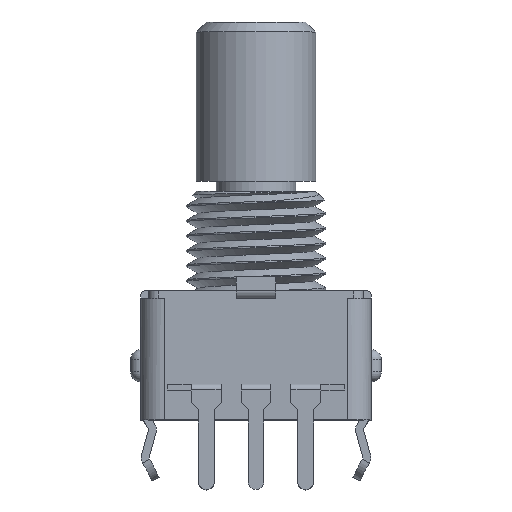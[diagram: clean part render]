
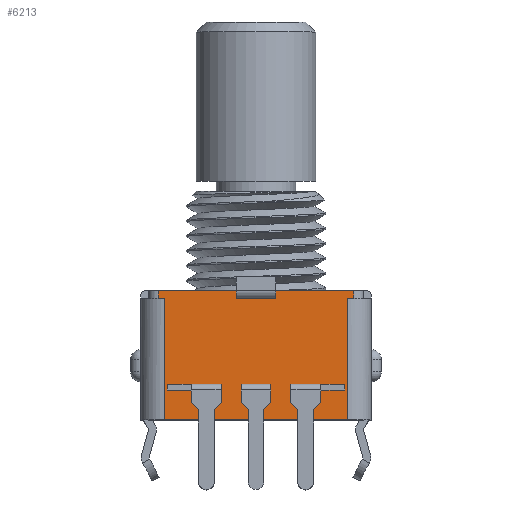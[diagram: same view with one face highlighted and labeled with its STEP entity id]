
A CAD part, top view. The second image highlights one B-rep face of the part: STEP entity #6213.
In plain terms, the highlighted planar face has unit normal (0, 0, 1).
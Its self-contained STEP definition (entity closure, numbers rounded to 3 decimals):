
#1499 = VERTEX_POINT('',#1500);
#1500 = CARTESIAN_POINT('',(-55.064,52.41,
    -4.204));
#1507 = EDGE_CURVE('',#1508,#1499,#1510,.T.);
#1508 = VERTEX_POINT('',#1509);
#1509 = CARTESIAN_POINT('',(-64.264,52.41,
    -4.204));
#1510 = LINE('',#1511,#1512);
#1511 = CARTESIAN_POINT('',(-65.464,52.41,
    -4.204));
#1512 = VECTOR('',#1513,1.);
#1513 = DIRECTION('',(1.,0.,0.));
#3039 = VERTEX_POINT('',#3040);
#3040 = CARTESIAN_POINT('',(-64.564,58.91,
    -4.204));
#3047 = EDGE_CURVE('',#3039,#3048,#3050,.T.);
#3048 = VERTEX_POINT('',#3049);
#3049 = CARTESIAN_POINT('',(-60.664,58.91,
    -4.204));
#3050 = LINE('',#3051,#3052);
#3051 = CARTESIAN_POINT('',(-65.064,58.91,
    -4.204));
#3052 = VECTOR('',#3053,1.);
#3053 = DIRECTION('',(1.,0.,0.));
#3056 = VERTEX_POINT('',#3057);
#3057 = CARTESIAN_POINT('',(-58.664,58.91,
    -4.204));
#3063 = EDGE_CURVE('',#3056,#3064,#3066,.T.);
#3064 = VERTEX_POINT('',#3065);
#3065 = CARTESIAN_POINT('',(-54.764,58.91,
    -4.204));
#3066 = LINE('',#3067,#3068);
#3067 = CARTESIAN_POINT('',(-65.064,58.91,
    -4.204));
#3068 = VECTOR('',#3069,1.);
#3069 = DIRECTION('',(1.,0.,0.));
#3327 = VERTEX_POINT('',#3328);
#3328 = CARTESIAN_POINT('',(-64.564,58.51,
    -4.204));
#3335 = EDGE_CURVE('',#3039,#3327,#3336,.T.);
#3336 = LINE('',#3337,#3338);
#3337 = CARTESIAN_POINT('',(-64.564,58.91,
    -4.204));
#3338 = VECTOR('',#3339,1.);
#3339 = DIRECTION('',(0.,-1.,0.));
#3381 = EDGE_CURVE('',#3382,#3064,#3384,.T.);
#3382 = VERTEX_POINT('',#3383);
#3383 = CARTESIAN_POINT('',(-54.764,58.51,
    -4.204));
#3384 = LINE('',#3385,#3386);
#3385 = CARTESIAN_POINT('',(-54.764,58.91,
    -4.204));
#3386 = VECTOR('',#3387,1.);
#3387 = DIRECTION('',(0.,1.,0.));
#3483 = EDGE_CURVE('',#3327,#3484,#3486,.T.);
#3484 = VERTEX_POINT('',#3485);
#3485 = CARTESIAN_POINT('',(-64.264,58.51,
    -4.204));
#3486 = LINE('',#3487,#3488);
#3487 = CARTESIAN_POINT('',(-65.064,58.51,
    -4.204));
#3488 = VECTOR('',#3489,1.);
#3489 = DIRECTION('',(1.,0.,0.));
#3507 = EDGE_CURVE('',#3048,#3508,#3510,.T.);
#3508 = VERTEX_POINT('',#3509);
#3509 = CARTESIAN_POINT('',(-60.664,58.51,
    -4.204));
#3510 = LINE('',#3511,#3512);
#3511 = CARTESIAN_POINT('',(-60.664,58.51,
    -4.204));
#3512 = VECTOR('',#3513,1.);
#3513 = DIRECTION('',(-0.,-1.,-0.));
#3558 = VERTEX_POINT('',#3559);
#3559 = CARTESIAN_POINT('',(-58.664,58.51,
    -4.204));
#3566 = EDGE_CURVE('',#3558,#3056,#3567,.T.);
#3567 = LINE('',#3568,#3569);
#3568 = CARTESIAN_POINT('',(-58.664,58.51,
    -4.204));
#3569 = VECTOR('',#3570,1.);
#3570 = DIRECTION('',(0.,1.,0.));
#3605 = VERTEX_POINT('',#3606);
#3606 = CARTESIAN_POINT('',(-55.064,58.51,
    -4.204));
#3613 = EDGE_CURVE('',#3605,#3382,#3614,.T.);
#3614 = LINE('',#3615,#3616);
#3615 = CARTESIAN_POINT('',(-65.064,58.51,
    -4.204));
#3616 = VECTOR('',#3617,1.);
#3617 = DIRECTION('',(1.,0.,0.));
#3629 = EDGE_CURVE('',#3558,#3508,#3630,.T.);
#3630 = LINE('',#3631,#3632);
#3631 = CARTESIAN_POINT('',(-59.664,58.51,
    -4.204));
#3632 = VECTOR('',#3633,1.);
#3633 = DIRECTION('',(-1.,-0.,-0.));
#6213 = ADVANCED_FACE('',(#6214,#6238,#6288,#6322),#6356,.T.);
#6214 = FACE_BOUND('',#6215,.T.);
#6215 = EDGE_LOOP('',(#6216,#6217,#6218,#6219,#6220,#6226,#6227,#6233,
    #6234,#6235,#6236,#6237));
#6216 = ORIENTED_EDGE('',*,*,#3507,.F.);
#6217 = ORIENTED_EDGE('',*,*,#3047,.F.);
#6218 = ORIENTED_EDGE('',*,*,#3335,.T.);
#6219 = ORIENTED_EDGE('',*,*,#3483,.T.);
#6220 = ORIENTED_EDGE('',*,*,#6221,.T.);
#6221 = EDGE_CURVE('',#3484,#1508,#6222,.T.);
#6222 = LINE('',#6223,#6224);
#6223 = CARTESIAN_POINT('',(-64.264,58.51,
    -4.204));
#6224 = VECTOR('',#6225,1.);
#6225 = DIRECTION('',(-0.,-1.,-0.));
#6226 = ORIENTED_EDGE('',*,*,#1507,.T.);
#6227 = ORIENTED_EDGE('',*,*,#6228,.T.);
#6228 = EDGE_CURVE('',#1499,#3605,#6229,.T.);
#6229 = LINE('',#6230,#6231);
#6230 = CARTESIAN_POINT('',(-55.064,55.31,
    -4.204));
#6231 = VECTOR('',#6232,1.);
#6232 = DIRECTION('',(0.,1.,0.));
#6233 = ORIENTED_EDGE('',*,*,#3613,.T.);
#6234 = ORIENTED_EDGE('',*,*,#3381,.T.);
#6235 = ORIENTED_EDGE('',*,*,#3063,.F.);
#6236 = ORIENTED_EDGE('',*,*,#3566,.F.);
#6237 = ORIENTED_EDGE('',*,*,#3629,.T.);
#6238 = FACE_BOUND('',#6239,.T.);
#6239 = EDGE_LOOP('',(#6240,#6250,#6258,#6266,#6274,#6282));
#6240 = ORIENTED_EDGE('',*,*,#6241,.T.);
#6241 = EDGE_CURVE('',#6242,#6244,#6246,.T.);
#6242 = VERTEX_POINT('',#6243);
#6243 = CARTESIAN_POINT('',(-55.214,53.91,
    -4.204));
#6244 = VERTEX_POINT('',#6245);
#6245 = CARTESIAN_POINT('',(-56.414,53.91,
    -4.204));
#6246 = LINE('',#6247,#6248);
#6247 = CARTESIAN_POINT('',(-57.914,53.91,
    -4.204));
#6248 = VECTOR('',#6249,1.);
#6249 = DIRECTION('',(-1.,-0.,-0.));
#6250 = ORIENTED_EDGE('',*,*,#6251,.F.);
#6251 = EDGE_CURVE('',#6252,#6244,#6254,.T.);
#6252 = VERTEX_POINT('',#6253);
#6253 = CARTESIAN_POINT('',(-56.414,53.888,
    -4.204));
#6254 = LINE('',#6255,#6256);
#6255 = CARTESIAN_POINT('',(-56.414,54.21,
    -4.204));
#6256 = VECTOR('',#6257,1.);
#6257 = DIRECTION('',(0.,1.,0.));
#6258 = ORIENTED_EDGE('',*,*,#6259,.F.);
#6259 = EDGE_CURVE('',#6260,#6252,#6262,.T.);
#6260 = VERTEX_POINT('',#6261);
#6261 = CARTESIAN_POINT('',(-57.914,53.888,
    -4.204));
#6262 = LINE('',#6263,#6264);
#6263 = CARTESIAN_POINT('',(-57.914,53.888,
    -4.204));
#6264 = VECTOR('',#6265,1.);
#6265 = DIRECTION('',(1.,0.,0.));
#6266 = ORIENTED_EDGE('',*,*,#6267,.F.);
#6267 = EDGE_CURVE('',#6268,#6260,#6270,.T.);
#6268 = VERTEX_POINT('',#6269);
#6269 = CARTESIAN_POINT('',(-57.914,54.21,
    -4.204));
#6270 = LINE('',#6271,#6272);
#6271 = CARTESIAN_POINT('',(-57.914,54.21,
    -4.204));
#6272 = VECTOR('',#6273,1.);
#6273 = DIRECTION('',(0.,-1.,0.));
#6274 = ORIENTED_EDGE('',*,*,#6275,.F.);
#6275 = EDGE_CURVE('',#6276,#6268,#6278,.T.);
#6276 = VERTEX_POINT('',#6277);
#6277 = CARTESIAN_POINT('',(-55.214,54.21,
    -4.204));
#6278 = LINE('',#6279,#6280);
#6279 = CARTESIAN_POINT('',(-57.914,54.21,
    -4.204));
#6280 = VECTOR('',#6281,1.);
#6281 = DIRECTION('',(-1.,0.,-0.));
#6282 = ORIENTED_EDGE('',*,*,#6283,.F.);
#6283 = EDGE_CURVE('',#6242,#6276,#6284,.T.);
#6284 = LINE('',#6285,#6286);
#6285 = CARTESIAN_POINT('',(-55.214,53.91,
    -4.204));
#6286 = VECTOR('',#6287,1.);
#6287 = DIRECTION('',(0.,1.,0.));
#6288 = FACE_BOUND('',#6289,.T.);
#6289 = EDGE_LOOP('',(#6290,#6300,#6308,#6316));
#6290 = ORIENTED_EDGE('',*,*,#6291,.F.);
#6291 = EDGE_CURVE('',#6292,#6294,#6296,.T.);
#6292 = VERTEX_POINT('',#6293);
#6293 = CARTESIAN_POINT('',(-64.114,53.91,
    -4.204));
#6294 = VERTEX_POINT('',#6295);
#6295 = CARTESIAN_POINT('',(-61.414,53.91,
    -4.204));
#6296 = LINE('',#6297,#6298);
#6297 = CARTESIAN_POINT('',(-62.914,53.91,
    -4.204));
#6298 = VECTOR('',#6299,1.);
#6299 = DIRECTION('',(1.,0.,0.));
#6300 = ORIENTED_EDGE('',*,*,#6301,.T.);
#6301 = EDGE_CURVE('',#6292,#6302,#6304,.T.);
#6302 = VERTEX_POINT('',#6303);
#6303 = CARTESIAN_POINT('',(-64.114,54.21,
    -4.204));
#6304 = LINE('',#6305,#6306);
#6305 = CARTESIAN_POINT('',(-64.114,53.91,
    -4.204));
#6306 = VECTOR('',#6307,1.);
#6307 = DIRECTION('',(0.,1.,0.));
#6308 = ORIENTED_EDGE('',*,*,#6309,.F.);
#6309 = EDGE_CURVE('',#6310,#6302,#6312,.T.);
#6310 = VERTEX_POINT('',#6311);
#6311 = CARTESIAN_POINT('',(-61.414,54.21,
    -4.204));
#6312 = LINE('',#6313,#6314);
#6313 = CARTESIAN_POINT('',(-62.914,54.21,
    -4.204));
#6314 = VECTOR('',#6315,1.);
#6315 = DIRECTION('',(-1.,0.,-0.));
#6316 = ORIENTED_EDGE('',*,*,#6317,.F.);
#6317 = EDGE_CURVE('',#6294,#6310,#6318,.T.);
#6318 = LINE('',#6319,#6320);
#6319 = CARTESIAN_POINT('',(-61.414,54.21,
    -4.204));
#6320 = VECTOR('',#6321,1.);
#6321 = DIRECTION('',(0.,1.,0.));
#6322 = FACE_BOUND('',#6323,.T.);
#6323 = EDGE_LOOP('',(#6324,#6334,#6342,#6350));
#6324 = ORIENTED_EDGE('',*,*,#6325,.F.);
#6325 = EDGE_CURVE('',#6326,#6328,#6330,.T.);
#6326 = VERTEX_POINT('',#6327);
#6327 = CARTESIAN_POINT('',(-60.414,54.21,
    -4.204));
#6328 = VERTEX_POINT('',#6329);
#6329 = CARTESIAN_POINT('',(-60.414,53.888,
    -4.204));
#6330 = LINE('',#6331,#6332);
#6331 = CARTESIAN_POINT('',(-60.414,54.21,
    -4.204));
#6332 = VECTOR('',#6333,1.);
#6333 = DIRECTION('',(0.,-1.,0.));
#6334 = ORIENTED_EDGE('',*,*,#6335,.F.);
#6335 = EDGE_CURVE('',#6336,#6326,#6338,.T.);
#6336 = VERTEX_POINT('',#6337);
#6337 = CARTESIAN_POINT('',(-58.914,54.21,
    -4.204));
#6338 = LINE('',#6339,#6340);
#6339 = CARTESIAN_POINT('',(-60.414,54.21,
    -4.204));
#6340 = VECTOR('',#6341,1.);
#6341 = DIRECTION('',(-1.,0.,-0.));
#6342 = ORIENTED_EDGE('',*,*,#6343,.F.);
#6343 = EDGE_CURVE('',#6344,#6336,#6346,.T.);
#6344 = VERTEX_POINT('',#6345);
#6345 = CARTESIAN_POINT('',(-58.914,53.888,
    -4.204));
#6346 = LINE('',#6347,#6348);
#6347 = CARTESIAN_POINT('',(-58.914,54.21,
    -4.204));
#6348 = VECTOR('',#6349,1.);
#6349 = DIRECTION('',(0.,1.,0.));
#6350 = ORIENTED_EDGE('',*,*,#6351,.F.);
#6351 = EDGE_CURVE('',#6328,#6344,#6352,.T.);
#6352 = LINE('',#6353,#6354);
#6353 = CARTESIAN_POINT('',(-60.414,53.888,
    -4.204));
#6354 = VECTOR('',#6355,1.);
#6355 = DIRECTION('',(1.,0.,0.));
#6356 = PLANE('',#6357);
#6357 = AXIS2_PLACEMENT_3D('',#6358,#6359,#6360);
#6358 = CARTESIAN_POINT('',(-59.664,55.819,
    -4.204));
#6359 = DIRECTION('',(0.,0.,1.));
#6360 = DIRECTION('',(0.,1.,0.));
